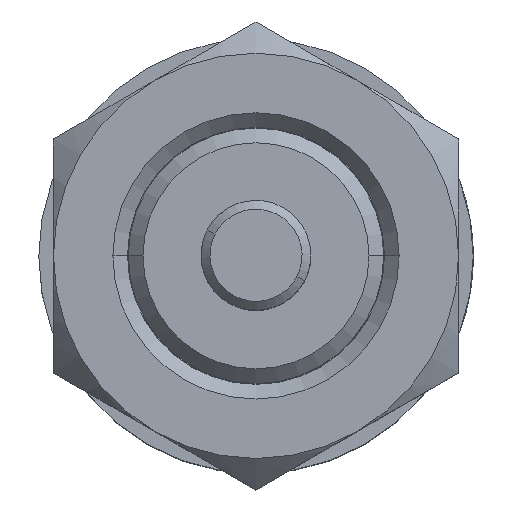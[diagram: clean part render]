
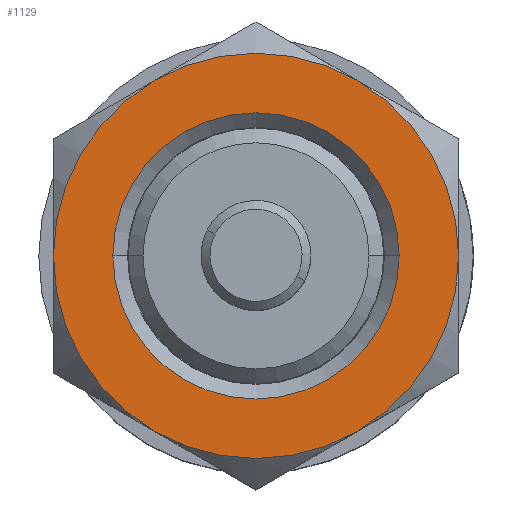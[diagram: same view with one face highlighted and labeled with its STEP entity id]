
A CAD part, top view. The second image highlights one B-rep face of the part: STEP entity #1129.
In plain terms, the highlighted planar face has unit normal (0, 0, 1).
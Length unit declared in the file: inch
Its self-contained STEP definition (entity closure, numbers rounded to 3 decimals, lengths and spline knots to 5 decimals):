
#57 = DIRECTION ( 'NONE',  ( -1., 0., 0. ) ) ;
#99 = EDGE_CURVE ( 'NONE', #920, #3000, #1713, .T. ) ;
#118 = DIRECTION ( 'NONE',  ( -1., 0., 0. ) ) ;
#128 = CARTESIAN_POINT ( 'NONE',  ( 0., 0., 0.125 ) ) ;
#221 = CARTESIAN_POINT ( 'NONE',  ( -0.1725, 0.29878, 0.125 ) ) ;
#259 = DIRECTION ( 'NONE',  ( 0., 0., -1. ) ) ;
#293 = FACE_BOUND ( 'NONE', #532, .T. ) ;
#342 = EDGE_CURVE ( 'NONE', #2192, #2287, #538, .T. ) ;
#364 = DIRECTION ( 'NONE',  ( -1., 0., 0. ) ) ;
#433 = ORIENTED_EDGE ( 'NONE', *, *, #2699, .T. ) ;
#454 = CARTESIAN_POINT ( 'NONE',  ( -0.1725, -0.29878, 0.125 ) ) ;
#532 = EDGE_LOOP ( 'NONE', ( #539, #1972 ) ) ;
#538 = CIRCLE ( 'NONE', #953, 0.345 ) ;
#539 = ORIENTED_EDGE ( 'NONE', *, *, #998, .T. ) ;
#548 = AXIS2_PLACEMENT_3D ( 'NONE', #2328, #259, #1864 ) ;
#638 = VERTEX_POINT ( 'NONE', #1502 ) ;
#657 = CARTESIAN_POINT ( 'NONE',  ( 0., 0., 0.125 ) ) ;
#663 = CIRCLE ( 'NONE', #2811, 0.345 ) ;
#696 = DIRECTION ( 'NONE',  ( 0., 0., -1. ) ) ;
#778 = ORIENTED_EDGE ( 'NONE', *, *, #2113, .F. ) ;
#782 = CARTESIAN_POINT ( 'NONE',  ( 0., 0., 0.125 ) ) ;
#892 = DIRECTION ( 'NONE',  ( 0., 0., 1. ) ) ;
#920 = VERTEX_POINT ( 'NONE', #2644 ) ;
#953 = AXIS2_PLACEMENT_3D ( 'NONE', #2878, #1492, #118 ) ;
#968 = CIRCLE ( 'NONE', #2455, 0.345 ) ;
#998 = EDGE_CURVE ( 'NONE', #2871, #1663, #1213, .T. ) ;
#1006 = DIRECTION ( 'NONE',  ( -1., 0., 0. ) ) ;
#1035 = VERTEX_POINT ( 'NONE', #2684 ) ;
#1088 = EDGE_CURVE ( 'NONE', #3000, #638, #968, .T. ) ;
#1096 = CARTESIAN_POINT ( 'NONE',  ( 0., 0., 0.125 ) ) ;
#1129 = ADVANCED_FACE ( 'NONE', ( #293, #1493 ), #2784, .F. ) ;
#1213 = CIRCLE ( 'NONE', #1683, 0.24375 ) ;
#1228 = ORIENTED_EDGE ( 'NONE', *, *, #1456, .F. ) ;
#1257 = AXIS2_PLACEMENT_3D ( 'NONE', #782, #2393, #1006 ) ;
#1326 = DIRECTION ( 'NONE',  ( -1., 0., 0. ) ) ;
#1354 = CARTESIAN_POINT ( 'NONE',  ( 0., 0., 0.125 ) ) ;
#1401 = ORIENTED_EDGE ( 'NONE', *, *, #99, .F. ) ;
#1429 = DIRECTION ( 'NONE',  ( 0., 0., -1. ) ) ;
#1448 = CIRCLE ( 'NONE', #1795, 0.24375 ) ;
#1456 = EDGE_CURVE ( 'NONE', #1035, #2192, #663, .T. ) ;
#1492 = DIRECTION ( 'NONE',  ( 0., 0., -1. ) ) ;
#1493 = FACE_OUTER_BOUND ( 'NONE', #2865, .T. ) ;
#1494 = ORIENTED_EDGE ( 'NONE', *, *, #342, .F. ) ;
#1502 = CARTESIAN_POINT ( 'NONE',  ( 0.1725, 0.29878, 0.125 ) ) ;
#1589 = DIRECTION ( 'NONE',  ( -1., 0., 0. ) ) ;
#1623 = AXIS2_PLACEMENT_3D ( 'NONE', #657, #1429, #57 ) ;
#1649 = EDGE_CURVE ( 'NONE', #1663, #2871, #1448, .T. ) ;
#1663 = VERTEX_POINT ( 'NONE', #2542 ) ;
#1665 = CIRCLE ( 'NONE', #1257, 0.345 ) ;
#1683 = AXIS2_PLACEMENT_3D ( 'NONE', #128, #1731, #364 ) ;
#1713 = CIRCLE ( 'NONE', #1623, 0.345 ) ;
#1731 = DIRECTION ( 'NONE',  ( 0., 0., -1. ) ) ;
#1795 = AXIS2_PLACEMENT_3D ( 'NONE', #2078, #696, #2315 ) ;
#1864 = DIRECTION ( 'NONE',  ( -1., 0., 0. ) ) ;
#1972 = ORIENTED_EDGE ( 'NONE', *, *, #1649, .T. ) ;
#2078 = CARTESIAN_POINT ( 'NONE',  ( 0., 0., 0.125 ) ) ;
#2107 = CARTESIAN_POINT ( 'NONE',  ( 0.24375, 0., 0.125 ) ) ;
#2108 = CIRCLE ( 'NONE', #2705, 0.345 ) ;
#2113 = EDGE_CURVE ( 'NONE', #2287, #920, #1665, .T. ) ;
#2192 = VERTEX_POINT ( 'NONE', #2765 ) ;
#2278 = CARTESIAN_POINT ( 'NONE',  ( 0., 0., 0.125 ) ) ;
#2287 = VERTEX_POINT ( 'NONE', #454 ) ;
#2315 = DIRECTION ( 'NONE',  ( -1., 0., 0. ) ) ;
#2328 = CARTESIAN_POINT ( 'NONE',  ( 0., 0.39837, 0.125 ) ) ;
#2393 = DIRECTION ( 'NONE',  ( 0., 0., -1. ) ) ;
#2455 = AXIS2_PLACEMENT_3D ( 'NONE', #1096, #2718, #1326 ) ;
#2510 = DIRECTION ( 'NONE',  ( 1., 0., 0. ) ) ;
#2542 = CARTESIAN_POINT ( 'NONE',  ( -0.24375, 0., 0.125 ) ) ;
#2644 = CARTESIAN_POINT ( 'NONE',  ( -0.345, 0., 0.125 ) ) ;
#2684 = CARTESIAN_POINT ( 'NONE',  ( 0.345, 0., 0.125 ) ) ;
#2699 = EDGE_CURVE ( 'NONE', #1035, #638, #2108, .T. ) ;
#2705 = AXIS2_PLACEMENT_3D ( 'NONE', #2278, #892, #2510 ) ;
#2718 = DIRECTION ( 'NONE',  ( 0., 0., -1. ) ) ;
#2765 = CARTESIAN_POINT ( 'NONE',  ( 0.1725, -0.29878, 0.125 ) ) ;
#2784 = PLANE ( 'NONE',  #548 ) ;
#2811 = AXIS2_PLACEMENT_3D ( 'NONE', #1354, #2980, #1589 ) ;
#2836 = ORIENTED_EDGE ( 'NONE', *, *, #1088, .F. ) ;
#2865 = EDGE_LOOP ( 'NONE', ( #1401, #778, #1494, #1228, #433, #2836 ) ) ;
#2871 = VERTEX_POINT ( 'NONE', #2107 ) ;
#2878 = CARTESIAN_POINT ( 'NONE',  ( 0., 0., 0.125 ) ) ;
#2980 = DIRECTION ( 'NONE',  ( 0., 0., -1. ) ) ;
#3000 = VERTEX_POINT ( 'NONE', #221 ) ;
